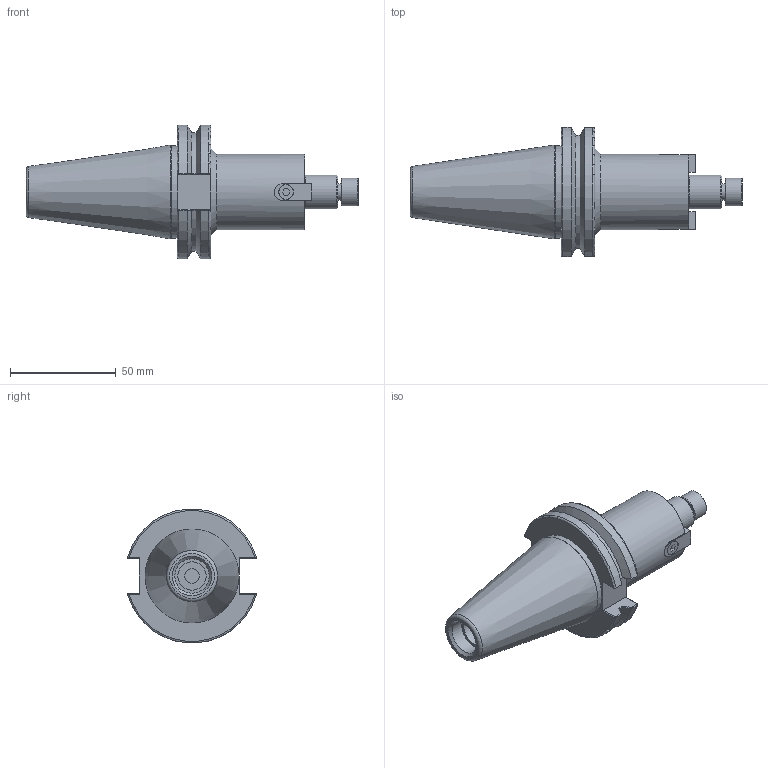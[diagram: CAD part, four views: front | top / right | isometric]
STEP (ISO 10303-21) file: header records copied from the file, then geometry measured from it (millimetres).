
FILE_DESCRIPTION(/* description */ (''),/* implementation_level */ '2;1');
FILE_NAME(/* name */ 'CAT40 FMA16-2.5 Drawing.step',/* time_stamp */ '2025-09-12T09:38:42-05:00',/* author */ (''),/* organization */ (''),/* preprocessor_version */ 'ST-DEVELOPER v20.1',/* originating_system */ 'Autodesk Translation Framework v14.10.0.0',/* authorisation */ '');
FILE_SCHEMA (('AUTOMOTIVE_DESIGN { 1 0 10303 214 3 1 1 }'));
Length unit declared in the file: inch
Products named in the file (1): CAT40 EM20-63
Bounding box: 157.1 x 61.14 x 63.26 mm (x, y, z)
Volume: 146400.8 mm3; surface area: 29956.1 mm2
Topology: 2 solids, 2 shells, 151 faces, 367 edges, 235 vertices
Faces by surface type: plane 79, cylinder 25, bspline 24, cone 18, torus 5
Full cylindrical faces by diameter (mm): 6.75 x1, 6.826 x2, 7.163 x2, 7.766 x1, 8.763 x1, 11.112 x1, 13 x1, 13.386 x1, 15.746 x1, 16 x1, 16.256 x1, 35.636 x1, 43.688 x1
Entity records: 5457 total; most frequent: CARTESIAN_POINT 1862, ORIENTED_EDGE 732, DIRECTION 649, EDGE_CURVE 366, VERTEX_POINT 235, LINE 231, VECTOR 231, AXIS2_PLACEMENT_3D 209
